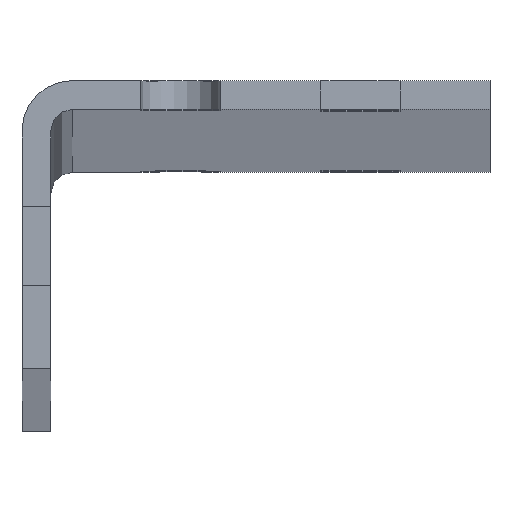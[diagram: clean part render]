
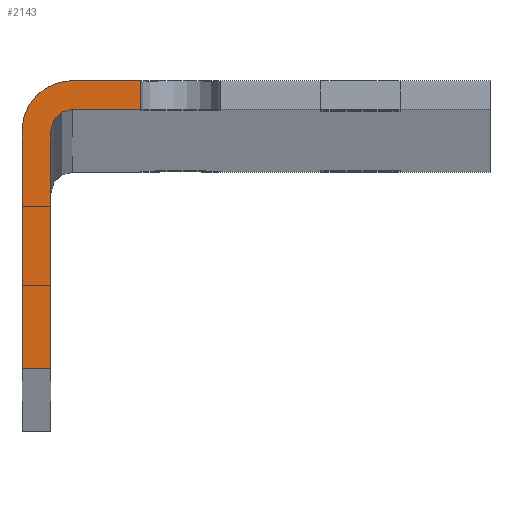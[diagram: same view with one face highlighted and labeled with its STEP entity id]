
A CAD part, top view. The second image highlights one B-rep face of the part: STEP entity #2143.
In plain terms, the highlighted planar face has unit normal (0, 0, 1).
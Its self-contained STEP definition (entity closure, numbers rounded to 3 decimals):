
#607=DIRECTION('',(0.,1.,0.));
#608=VECTOR('',#607,4.);
#609=CARTESIAN_POINT('',(16.5,19.,2500.));
#610=LINE('',#609,#608);
#611=DIRECTION('',(1.,0.,0.));
#612=VECTOR('',#611,9.5);
#613=CARTESIAN_POINT('',(7.,19.,2500.));
#614=LINE('',#613,#612);
#615=DIRECTION('',(0.,1.,0.));
#616=VECTOR('',#615,33.);
#617=CARTESIAN_POINT('',(4.,-17.,2500.));
#618=LINE('',#617,#616);
#619=DIRECTION('',(1.,0.,0.));
#620=VECTOR('',#619,4.);
#621=CARTESIAN_POINT('',(0.,-17.,2500.));
#622=LINE('',#621,#620);
#623=DIRECTION('',(0.,-1.,0.));
#624=VECTOR('',#623,33.);
#625=CARTESIAN_POINT('',(0.,16.,2500.));
#626=LINE('',#625,#624);
#627=CARTESIAN_POINT('',(7.,16.,2500.));
#628=DIRECTION('',(0.,0.,1.));
#629=DIRECTION('',(0.,1.,0.));
#630=AXIS2_PLACEMENT_3D('',#627,#628,#629);
#632=DIRECTION('',(-1.,0.,0.));
#633=VECTOR('',#632,9.5);
#634=CARTESIAN_POINT('',(16.5,23.,2500.));
#635=LINE('',#634,#633);
#657=CARTESIAN_POINT('',(7.,16.,2500.));
#658=DIRECTION('',(0.,0.,-1.));
#659=DIRECTION('',(-1.,0.,0.));
#660=AXIS2_PLACEMENT_3D('',#657,#658,#659);
#1042=CARTESIAN_POINT('',(0.,-17.,2500.));
#1043=CARTESIAN_POINT('',(4.,-17.,2500.));
#1044=VERTEX_POINT('',#1042);
#1045=VERTEX_POINT('',#1043);
#1051=CARTESIAN_POINT('',(7.,19.,2500.));
#1053=VERTEX_POINT('',#1051);
#1055=CARTESIAN_POINT('',(4.,16.,2500.));
#1057=VERTEX_POINT('',#1055);
#1062=CARTESIAN_POINT('',(7.,23.,2500.));
#1063=VERTEX_POINT('',#1062);
#1064=CARTESIAN_POINT('',(0.,16.,2500.));
#1065=VERTEX_POINT('',#1064);
#1346=CARTESIAN_POINT('',(16.5,19.,2500.));
#1347=CARTESIAN_POINT('',(16.5,23.,2500.));
#1348=VERTEX_POINT('',#1346);
#1349=VERTEX_POINT('',#1347);
#2123=CARTESIAN_POINT('',(0.,0.,2500.));
#2124=DIRECTION('',(0.,0.,1.));
#2125=DIRECTION('',(1.,0.,0.));
#2126=AXIS2_PLACEMENT_3D('',#2123,#2124,#2125);
#2127=PLANE('',#2126);
#2128=ORIENTED_EDGE('',*,*,#2091,.F.);
#2129=ORIENTED_EDGE('',*,*,#1433,.F.);
#2131=ORIENTED_EDGE('',*,*,#2130,.F.);
#2133=ORIENTED_EDGE('',*,*,#2132,.F.);
#2135=ORIENTED_EDGE('',*,*,#2134,.F.);
#2137=ORIENTED_EDGE('',*,*,#2136,.F.);
#2139=ORIENTED_EDGE('',*,*,#2138,.F.);
#2140=ORIENTED_EDGE('',*,*,#1601,.F.);
#2141=EDGE_LOOP('',(#2128,#2129,#2131,#2133,#2135,#2137,#2139,#2140));
#2142=FACE_OUTER_BOUND('',#2141,.F.);
#2143=ADVANCED_FACE('',(#2142),#2127,.T.);
#631=CIRCLE('',#630,7.);
#661=CIRCLE('',#660,3.);
#1433=EDGE_CURVE('',#1053,#1348,#614,.T.);
#1601=EDGE_CURVE('',#1349,#1063,#635,.T.);
#2091=EDGE_CURVE('',#1348,#1349,#610,.T.);
#2130=EDGE_CURVE('',#1057,#1053,#661,.T.);
#2132=EDGE_CURVE('',#1045,#1057,#618,.T.);
#2134=EDGE_CURVE('',#1044,#1045,#622,.T.);
#2136=EDGE_CURVE('',#1065,#1044,#626,.T.);
#2138=EDGE_CURVE('',#1063,#1065,#631,.T.);
